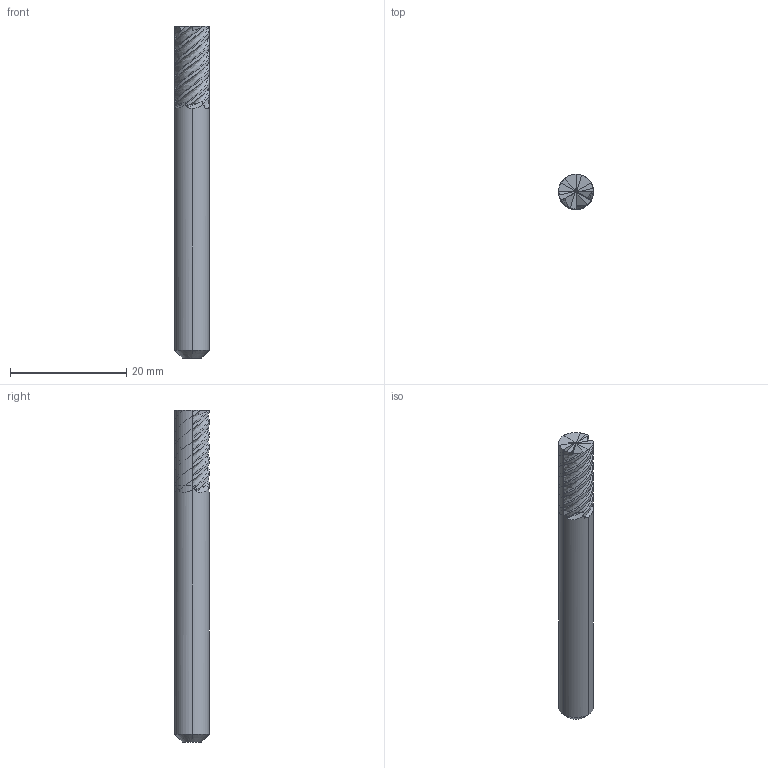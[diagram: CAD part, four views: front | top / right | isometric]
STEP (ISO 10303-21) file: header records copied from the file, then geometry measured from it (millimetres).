
FILE_DESCRIPTION((''),'2;1');
FILE_NAME('OPTIMILL_HARDENED_FINISH_SCM104','2024-02-16T16:26:51',('vigneshs'),(''),'CREO PARAMETRIC BY PTC INC, 2021184','CREO PARAMETRIC BY PTC INC, 2021184','');
FILE_SCHEMA(('AP242_MANAGED_MODEL_BASED_3D_ENGINEERING_MIM_LF { 1 0 10303 442 1 1 4 }'));
Length unit declared in the file: millimetre
Products named in the file (1): OPTIMILL_HARDENED_FINISH_SCM104
Bounding box: 6 x 6 x 57 mm (x, y, z)
Volume: 1496 mm3; surface area: 1740.4 mm2
Topology: 1 solids, 3 shells, 77 faces, 269 edges, 219 vertices
Faces by surface type: plane 27, bspline 18, cone 15, cylinder 10, torus 7
Entity records: 10796 total; most frequent: CARTESIAN_POINT 7512, DIRECTION 532, ORIENTED_EDGE 428, EDGE_CURVE 222, AXIS2_PLACEMENT_3D 218, VERTEX_POINT 149, B_SPLINE_CURVE_WITH_KNOTS 141, VECTOR 96
